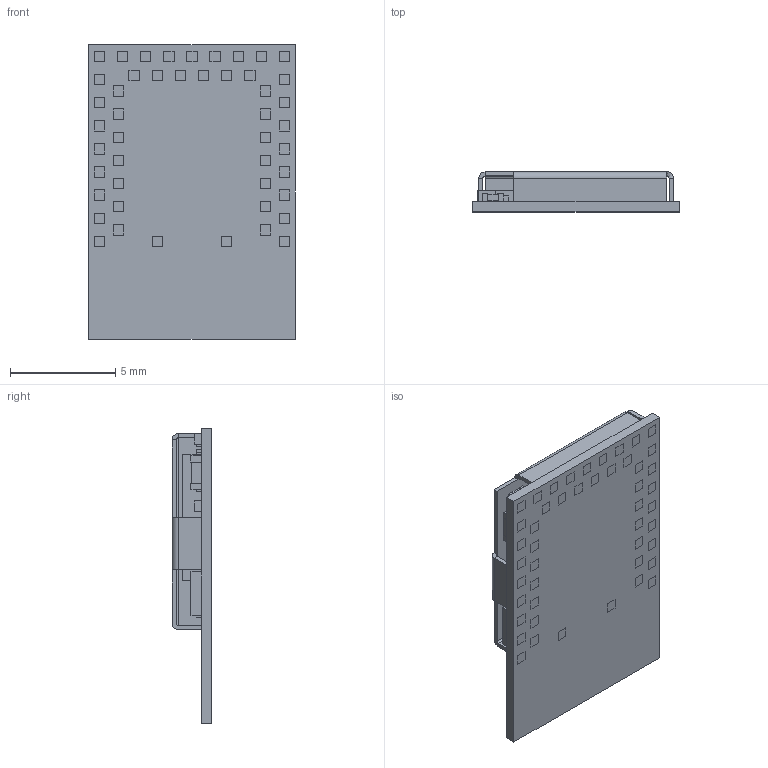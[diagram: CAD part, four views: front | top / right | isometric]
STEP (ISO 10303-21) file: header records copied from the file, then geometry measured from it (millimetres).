
FILE_DESCRIPTION (( 'STEP AP214' ), '1' );
FILE_NAME ('BMD-300-A-R.STEP', '2018-09-08T06:58:54', ( '' ), ( '' ), 'SwSTEP 2.0', 'SolidWorks 2017', '' );
FILE_SCHEMA (( 'AUTOMOTIVE_DESIGN' ));
Length unit declared in the file: millimetre
Products named in the file (3): BMD-300-A-R board; BMD-300-A-R; BMD-300 cip
Assembly tree (2 placements, depth 2):
  BMD-300-A-R
    BMD-300-A-R board
    BMD-300 cip
Bounding box: 9.8 x 1.9 x 14 mm (x, y, z)
Volume: 127.1 mm3; surface area: 701.4 mm2
Topology: 65 solids, 65 shells, 798 faces, 1751 edges, 1158 vertices
Faces by surface type: plane 788, cylinder 8, bspline 2
Entity records: 22716 total; most frequent: CARTESIAN_POINT 3774, ORIENTED_EDGE 3502, DIRECTION 3357, EDGE_CURVE 1751, LINE 1731, VECTOR 1731, VERTEX_POINT 1158, EDGE_LOOP 873
